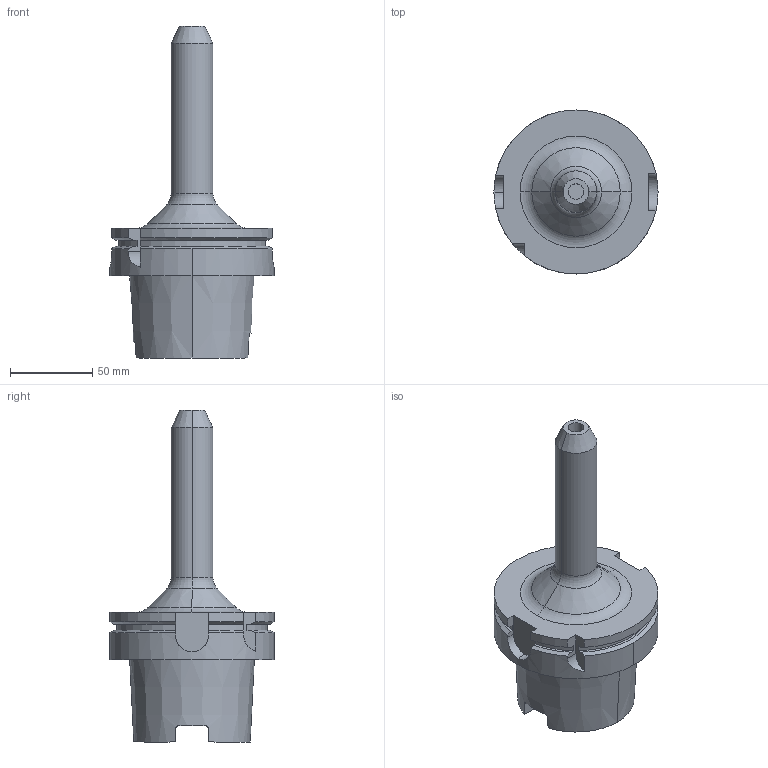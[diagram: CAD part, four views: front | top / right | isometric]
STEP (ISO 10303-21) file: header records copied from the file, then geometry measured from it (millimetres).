
FILE_DESCRIPTION (( 'STEP AP203' ), '1' );
FILE_NAME ('STP-32982-6.STEP', '2021-05-25T07:46:14', ( '' ), ( '' ), 'SwSTEP 2.0', 'SolidWorks 2017', '' );
FILE_SCHEMA (( 'CONFIG_CONTROL_DESIGN' ));
Length unit declared in the file: millimetre
Products named in the file (1): STP-32982-6
Bounding box: 100 x 100 x 202.4 mm (x, y, z)
Volume: 331966.7 mm3; surface area: 60332.9 mm2
Topology: 1 solids, 1 shells, 85 faces, 215 edges, 137 vertices
Faces by surface type: cylinder 32, plane 29, cone 16, torus 8
Entity records: 2890 total; most frequent: CARTESIAN_POINT 736, DIRECTION 453, ORIENTED_EDGE 430, EDGE_CURVE 215, AXIS2_PLACEMENT_3D 180, VERTEX_POINT 137, CIRCLE 94, VECTOR 93
